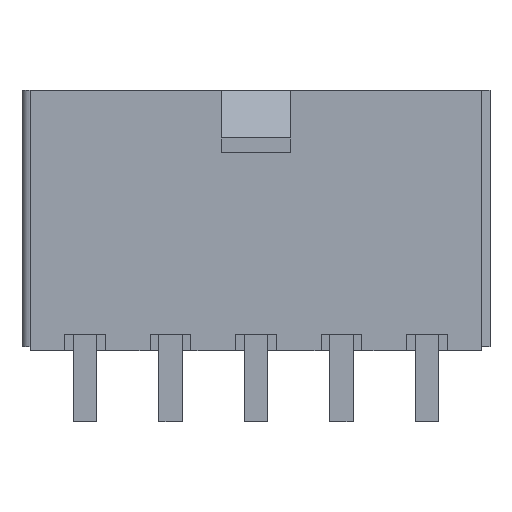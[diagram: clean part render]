
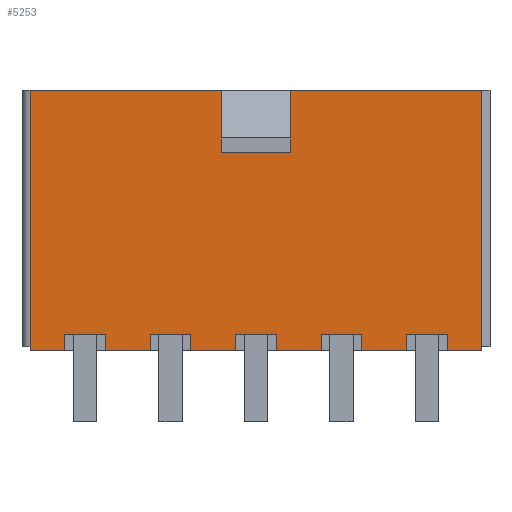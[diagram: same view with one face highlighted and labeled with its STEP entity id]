
A CAD part, front view. The second image highlights one B-rep face of the part: STEP entity #5253.
In plain terms, the highlighted planar face has unit normal (0, -1, 0).
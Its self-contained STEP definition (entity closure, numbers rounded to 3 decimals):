
#3815=CARTESIAN_POINT('',(11.1,-4.6,12.8));
#3816=VERTEX_POINT('',#3815);
#3825=CARTESIAN_POINT('',(11.1,-4.6,0.));
#3826=VERTEX_POINT('',#3825);
#3827=CARTESIAN_POINT('',(11.1,-4.6,0.));
#3828=DIRECTION('',(0.0,0.0,1.0));
#3829=VECTOR('',#3828,12.8);
#3830=LINE('',#3827,#3829);
#3831=EDGE_CURVE('',#3826,#3816,#3830,.T.);
#4933=CARTESIAN_POINT('',(-9.4,-4.6,0.8));
#4934=VERTEX_POINT('',#4933);
#4983=CARTESIAN_POINT('',(-7.4,-4.6,0.8));
#4984=VERTEX_POINT('',#4983);
#4991=CARTESIAN_POINT('',(-7.4,-4.6,0.8));
#4992=DIRECTION('',(-1.0,0.0,0.0));
#4993=VECTOR('',#4992,2.0);
#4994=LINE('',#4991,#4993);
#4995=EDGE_CURVE('',#4984,#4934,#4994,.T.);
#5040=CARTESIAN_POINT('',(12.21,-4.6,-0.64));
#5041=DIRECTION('',(0.0,-1.0,0.0));
#5042=DIRECTION('',(1.0,0.0,0.0));
#5043=AXIS2_PLACEMENT_3D('',#5040,#5041,#5042);
#5044=PLANE('',#5043);
#5045=CARTESIAN_POINT('',(9.4,-4.6,0.));
#5046=VERTEX_POINT('',#5045);
#5047=CARTESIAN_POINT('',(9.4,-4.6,0.8));
#5048=VERTEX_POINT('',#5047);
#5049=CARTESIAN_POINT('',(9.4,-4.6,0.));
#5050=DIRECTION('',(0.0,0.0,1.0));
#5051=VECTOR('',#5050,0.8);
#5052=LINE('',#5049,#5051);
#5053=EDGE_CURVE('',#5046,#5048,#5052,.T.);
#5054=ORIENTED_EDGE('',*,*,#5053,.F.);
#5055=CARTESIAN_POINT('',(11.1,-4.6,0.));
#5056=DIRECTION('',(-1.0,0.0,0.0));
#5057=VECTOR('',#5056,1.7);
#5058=LINE('',#5055,#5057);
#5059=EDGE_CURVE('',#3826,#5046,#5058,.T.);
#5060=ORIENTED_EDGE('',*,*,#5059,.F.);
#5061=ORIENTED_EDGE('',*,*,#3831,.T.);
#5062=CARTESIAN_POINT('',(1.7,-4.6,12.8));
#5063=VERTEX_POINT('',#5062);
#5064=CARTESIAN_POINT('',(11.1,-4.6,12.8));
#5065=DIRECTION('',(-1.0,0.0,0.0));
#5066=VECTOR('',#5065,9.4);
#5067=LINE('',#5064,#5066);
#5068=EDGE_CURVE('',#3816,#5063,#5067,.T.);
#5069=ORIENTED_EDGE('',*,*,#5068,.T.);
#5070=CARTESIAN_POINT('',(1.7,-4.6,9.75));
#5071=VERTEX_POINT('',#5070);
#5072=CARTESIAN_POINT('',(1.7,-4.6,12.8));
#5073=DIRECTION('',(0.0,0.0,-1.0));
#5074=VECTOR('',#5073,3.05);
#5075=LINE('',#5072,#5074);
#5076=EDGE_CURVE('',#5063,#5071,#5075,.T.);
#5077=ORIENTED_EDGE('',*,*,#5076,.T.);
#5078=CARTESIAN_POINT('',(-1.7,-4.6,9.75));
#5079=VERTEX_POINT('',#5078);
#5080=CARTESIAN_POINT('',(1.7,-4.6,9.75));
#5081=DIRECTION('',(-1.0,0.0,0.0));
#5082=VECTOR('',#5081,3.4);
#5083=LINE('',#5080,#5082);
#5084=EDGE_CURVE('',#5071,#5079,#5083,.T.);
#5085=ORIENTED_EDGE('',*,*,#5084,.T.);
#5086=CARTESIAN_POINT('',(-1.7,-4.6,12.8));
#5087=VERTEX_POINT('',#5086);
#5088=CARTESIAN_POINT('',(-1.7,-4.6,12.8));
#5089=DIRECTION('',(0.0,0.0,-1.0));
#5090=VECTOR('',#5089,3.05);
#5091=LINE('',#5088,#5090);
#5092=EDGE_CURVE('',#5087,#5079,#5091,.T.);
#5093=ORIENTED_EDGE('',*,*,#5092,.F.);
#5094=CARTESIAN_POINT('',(-11.1,-4.6,12.8));
#5095=VERTEX_POINT('',#5094);
#5096=CARTESIAN_POINT('',(-1.7,-4.6,12.8));
#5097=DIRECTION('',(-1.0,0.0,0.0));
#5098=VECTOR('',#5097,9.4);
#5099=LINE('',#5096,#5098);
#5100=EDGE_CURVE('',#5087,#5095,#5099,.T.);
#5101=ORIENTED_EDGE('',*,*,#5100,.T.);
#5102=CARTESIAN_POINT('',(-11.1,-4.6,0.));
#5103=VERTEX_POINT('',#5102);
#5104=CARTESIAN_POINT('',(-11.1,-4.6,0.));
#5105=DIRECTION('',(0.0,0.0,1.0));
#5106=VECTOR('',#5105,12.8);
#5107=LINE('',#5104,#5106);
#5108=EDGE_CURVE('',#5103,#5095,#5107,.T.);
#5109=ORIENTED_EDGE('',*,*,#5108,.F.);
#5110=CARTESIAN_POINT('',(-9.4,-4.6,0.));
#5111=VERTEX_POINT('',#5110);
#5112=CARTESIAN_POINT('',(-9.4,-4.6,0.));
#5113=DIRECTION('',(-1.0,0.0,0.0));
#5114=VECTOR('',#5113,1.7);
#5115=LINE('',#5112,#5114);
#5116=EDGE_CURVE('',#5111,#5103,#5115,.T.);
#5117=ORIENTED_EDGE('',*,*,#5116,.F.);
#5118=CARTESIAN_POINT('',(-9.4,-4.6,0.));
#5119=DIRECTION('',(0.0,0.0,1.0));
#5120=VECTOR('',#5119,0.8);
#5121=LINE('',#5118,#5120);
#5122=EDGE_CURVE('',#5111,#4934,#5121,.T.);
#5123=ORIENTED_EDGE('',*,*,#5122,.T.);
#5124=ORIENTED_EDGE('',*,*,#4995,.F.);
#5125=CARTESIAN_POINT('',(-7.4,-4.6,0.));
#5126=VERTEX_POINT('',#5125);
#5127=CARTESIAN_POINT('',(-7.4,-4.6,0.));
#5128=DIRECTION('',(0.0,0.0,1.0));
#5129=VECTOR('',#5128,0.8);
#5130=LINE('',#5127,#5129);
#5131=EDGE_CURVE('',#5126,#4984,#5130,.T.);
#5132=ORIENTED_EDGE('',*,*,#5131,.F.);
#5133=CARTESIAN_POINT('',(-5.2,-4.6,0.));
#5134=VERTEX_POINT('',#5133);
#5135=CARTESIAN_POINT('',(-5.2,-4.6,0.));
#5136=DIRECTION('',(-1.0,0.0,0.0));
#5137=VECTOR('',#5136,2.2);
#5138=LINE('',#5135,#5137);
#5139=EDGE_CURVE('',#5134,#5126,#5138,.T.);
#5140=ORIENTED_EDGE('',*,*,#5139,.F.);
#5141=CARTESIAN_POINT('',(-5.2,-4.6,0.8));
#5142=VERTEX_POINT('',#5141);
#5143=CARTESIAN_POINT('',(-5.2,-4.6,0.));
#5144=DIRECTION('',(0.0,0.0,1.0));
#5145=VECTOR('',#5144,0.8);
#5146=LINE('',#5143,#5145);
#5147=EDGE_CURVE('',#5134,#5142,#5146,.T.);
#5148=ORIENTED_EDGE('',*,*,#5147,.T.);
#5149=CARTESIAN_POINT('',(-3.2,-4.6,0.8));
#5150=VERTEX_POINT('',#5149);
#5151=CARTESIAN_POINT('',(-3.2,-4.6,0.8));
#5152=DIRECTION('',(-1.0,0.0,0.0));
#5153=VECTOR('',#5152,2.0);
#5154=LINE('',#5151,#5153);
#5155=EDGE_CURVE('',#5150,#5142,#5154,.T.);
#5156=ORIENTED_EDGE('',*,*,#5155,.F.);
#5157=CARTESIAN_POINT('',(-3.2,-4.6,0.));
#5158=VERTEX_POINT('',#5157);
#5159=CARTESIAN_POINT('',(-3.2,-4.6,0.));
#5160=DIRECTION('',(0.0,0.0,1.0));
#5161=VECTOR('',#5160,0.8);
#5162=LINE('',#5159,#5161);
#5163=EDGE_CURVE('',#5158,#5150,#5162,.T.);
#5164=ORIENTED_EDGE('',*,*,#5163,.F.);
#5165=CARTESIAN_POINT('',(-1.0,-4.6,0.));
#5166=VERTEX_POINT('',#5165);
#5167=CARTESIAN_POINT('',(-1.0,-4.6,0.));
#5168=DIRECTION('',(-1.0,0.0,0.0));
#5169=VECTOR('',#5168,2.2);
#5170=LINE('',#5167,#5169);
#5171=EDGE_CURVE('',#5166,#5158,#5170,.T.);
#5172=ORIENTED_EDGE('',*,*,#5171,.F.);
#5173=CARTESIAN_POINT('',(-1.0,-4.6,0.8));
#5174=VERTEX_POINT('',#5173);
#5175=CARTESIAN_POINT('',(-1.0,-4.6,0.));
#5176=DIRECTION('',(0.0,0.0,1.0));
#5177=VECTOR('',#5176,0.8);
#5178=LINE('',#5175,#5177);
#5179=EDGE_CURVE('',#5166,#5174,#5178,.T.);
#5180=ORIENTED_EDGE('',*,*,#5179,.T.);
#5181=CARTESIAN_POINT('',(1.0,-4.6,0.8));
#5182=VERTEX_POINT('',#5181);
#5183=CARTESIAN_POINT('',(1.0,-4.6,0.8));
#5184=DIRECTION('',(-1.0,0.0,0.0));
#5185=VECTOR('',#5184,2.0);
#5186=LINE('',#5183,#5185);
#5187=EDGE_CURVE('',#5182,#5174,#5186,.T.);
#5188=ORIENTED_EDGE('',*,*,#5187,.F.);
#5189=CARTESIAN_POINT('',(1.0,-4.6,0.));
#5190=VERTEX_POINT('',#5189);
#5191=CARTESIAN_POINT('',(1.0,-4.6,0.));
#5192=DIRECTION('',(0.0,0.0,1.0));
#5193=VECTOR('',#5192,0.8);
#5194=LINE('',#5191,#5193);
#5195=EDGE_CURVE('',#5190,#5182,#5194,.T.);
#5196=ORIENTED_EDGE('',*,*,#5195,.F.);
#5197=CARTESIAN_POINT('',(3.2,-4.6,0.));
#5198=VERTEX_POINT('',#5197);
#5199=CARTESIAN_POINT('',(3.2,-4.6,0.));
#5200=DIRECTION('',(-1.0,0.0,0.0));
#5201=VECTOR('',#5200,2.2);
#5202=LINE('',#5199,#5201);
#5203=EDGE_CURVE('',#5198,#5190,#5202,.T.);
#5204=ORIENTED_EDGE('',*,*,#5203,.F.);
#5205=CARTESIAN_POINT('',(3.2,-4.6,0.8));
#5206=VERTEX_POINT('',#5205);
#5207=CARTESIAN_POINT('',(3.2,-4.6,0.));
#5208=DIRECTION('',(0.0,0.0,1.0));
#5209=VECTOR('',#5208,0.8);
#5210=LINE('',#5207,#5209);
#5211=EDGE_CURVE('',#5198,#5206,#5210,.T.);
#5212=ORIENTED_EDGE('',*,*,#5211,.T.);
#5213=CARTESIAN_POINT('',(5.2,-4.6,0.8));
#5214=VERTEX_POINT('',#5213);
#5215=CARTESIAN_POINT('',(5.2,-4.6,0.8));
#5216=DIRECTION('',(-1.0,0.0,0.0));
#5217=VECTOR('',#5216,2.0);
#5218=LINE('',#5215,#5217);
#5219=EDGE_CURVE('',#5214,#5206,#5218,.T.);
#5220=ORIENTED_EDGE('',*,*,#5219,.F.);
#5221=CARTESIAN_POINT('',(5.2,-4.6,0.));
#5222=VERTEX_POINT('',#5221);
#5223=CARTESIAN_POINT('',(5.2,-4.6,0.));
#5224=DIRECTION('',(0.0,0.0,1.0));
#5225=VECTOR('',#5224,0.8);
#5226=LINE('',#5223,#5225);
#5227=EDGE_CURVE('',#5222,#5214,#5226,.T.);
#5228=ORIENTED_EDGE('',*,*,#5227,.F.);
#5229=CARTESIAN_POINT('',(7.4,-4.6,0.));
#5230=VERTEX_POINT('',#5229);
#5231=CARTESIAN_POINT('',(7.4,-4.6,0.));
#5232=DIRECTION('',(-1.0,0.0,0.0));
#5233=VECTOR('',#5232,2.2);
#5234=LINE('',#5231,#5233);
#5235=EDGE_CURVE('',#5230,#5222,#5234,.T.);
#5236=ORIENTED_EDGE('',*,*,#5235,.F.);
#5237=CARTESIAN_POINT('',(7.4,-4.6,0.8));
#5238=VERTEX_POINT('',#5237);
#5239=CARTESIAN_POINT('',(7.4,-4.6,0.));
#5240=DIRECTION('',(0.0,0.0,1.0));
#5241=VECTOR('',#5240,0.8);
#5242=LINE('',#5239,#5241);
#5243=EDGE_CURVE('',#5230,#5238,#5242,.T.);
#5244=ORIENTED_EDGE('',*,*,#5243,.T.);
#5245=CARTESIAN_POINT('',(9.4,-4.6,0.8));
#5246=DIRECTION('',(-1.0,0.0,0.0));
#5247=VECTOR('',#5246,2.0);
#5248=LINE('',#5245,#5247);
#5249=EDGE_CURVE('',#5048,#5238,#5248,.T.);
#5250=ORIENTED_EDGE('',*,*,#5249,.F.);
#5251=EDGE_LOOP('',(#5054,#5060,#5061,#5069,#5077,#5085,#5093,#5101,#5109,#5117,#5123,#5124,#5132,#5140,#5148,#5156,#5164,#5172,#5180,#5188,#5196,#5204,#5212,#5220,#5228,#5236,#5244,#5250));
#5252=FACE_OUTER_BOUND('',#5251,.T.);
#5253=ADVANCED_FACE('',(#5252),#5044,.T.);
